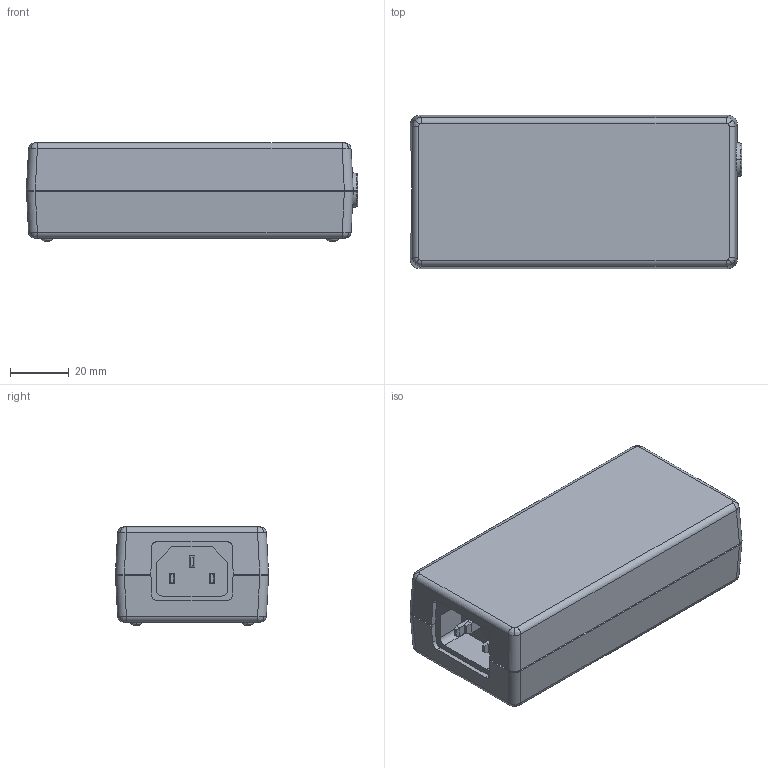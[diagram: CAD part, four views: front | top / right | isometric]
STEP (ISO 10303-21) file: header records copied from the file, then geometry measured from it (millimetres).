
FILE_DESCRIPTION((''),'2;1');
FILE_NAME('GT-46400-40VV-XX-T3_ASM','2022-07-26T11:41:38',('rd05'),(''),'CREO PARAMETRIC BY PTC INC, 2018050','CREO PARAMETRIC BY PTC INC, 2018050','');
FILE_SCHEMA(('CONFIG_CONTROL_DESIGN','GEOMETRIC_VALIDATION_PROPERTIES_MIM'));
Length unit declared in the file: millimetre
Products named in the file (4): GT-46400-TOP-CASE; GT-46400-BOTTOM-CASE; SOCKET-T3; GT-46400-40VV-XX-T3_ASM
Assembly tree (3 placements, depth 2):
  GT-46400-40VV-XX-T3_ASM
    GT-46400-TOP-CASE
    GT-46400-BOTTOM-CASE
    SOCKET-T3
Bounding box: 112.5 x 52 x 33.3 mm (x, y, z)
Volume: 50961.1 mm3; surface area: 46118.8 mm2
Topology: 3 solids, 3 shells, 648 faces, 1732 edges, 1140 vertices
Faces by surface type: plane 440, extrusion 83, cylinder 73, cone 20, bspline 20, torus 12
Entity records: 24976 total; most frequent: CARTESIAN_POINT 8969, ORIENTED_EDGE 3464, DIRECTION 2819, EDGE_CURVE 1732, VECTOR 1395, LINE 1312, VERTEX_POINT 1140, AXIS2_PLACEMENT_3D 712
